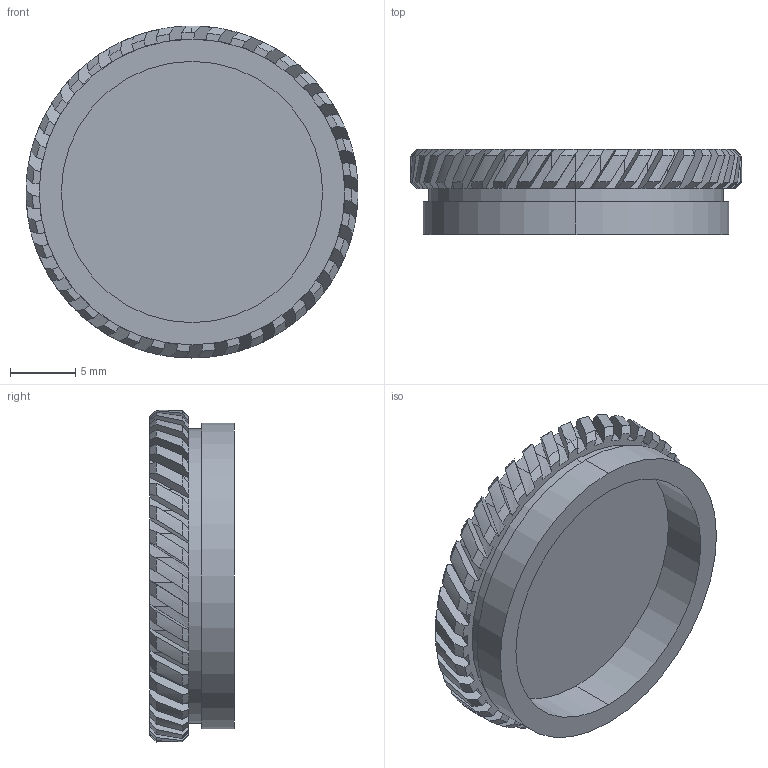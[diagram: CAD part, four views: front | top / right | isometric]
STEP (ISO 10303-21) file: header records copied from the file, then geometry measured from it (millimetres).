
FILE_DESCRIPTION (( 'STEP AP214' ), '1' );
FILE_NAME ('513005.STEP', '2019-09-17T05:38:06', ( '' ), ( '' ), 'SwSTEP 2.0', 'SolidWorks 2016', '' );
FILE_SCHEMA (( 'AUTOMOTIVE_DESIGN' ));
Length unit declared in the file: millimetre
Products named in the file (1): 513005
Bounding box: 25.4 x 6.5 x 25.4 mm (x, y, z)
Volume: 1771.5 mm3; surface area: 1947.6 mm2
Topology: 1 solids, 1 shells, 287 faces, 845 edges, 563 vertices
Faces by surface type: cylinder 124, plane 83, cone 80
Entity records: 9813 total; most frequent: CARTESIAN_POINT 2872, ORIENTED_EDGE 1690, DIRECTION 1278, EDGE_CURVE 845, VERTEX_POINT 563, AXIS2_PLACEMENT_3D 537, EDGE_LOOP 290, FACE_OUTER_BOUND 287
